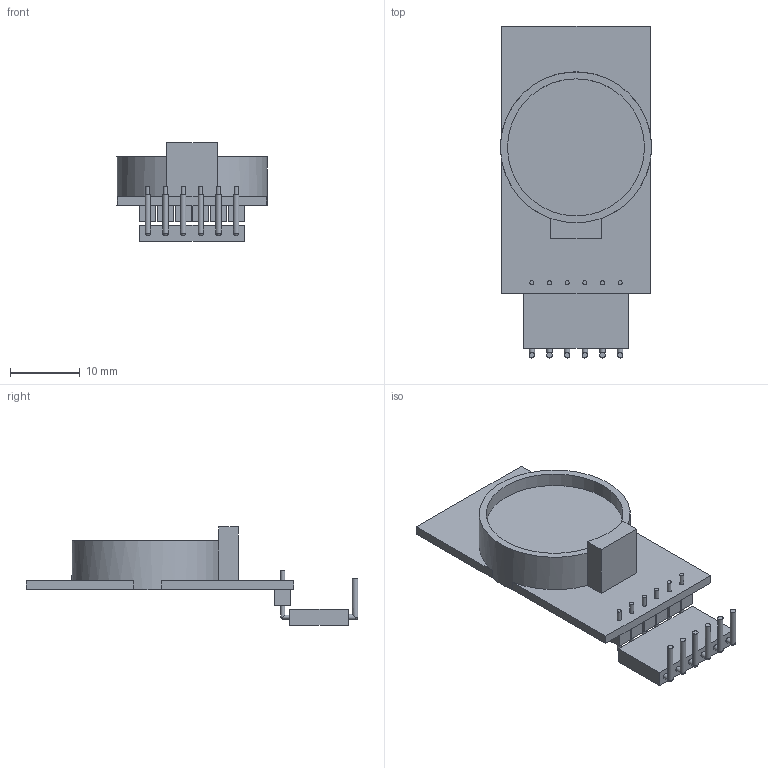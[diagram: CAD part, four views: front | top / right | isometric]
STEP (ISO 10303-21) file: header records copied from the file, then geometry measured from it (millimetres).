
FILE_DESCRIPTION(/* description */ ('STEP AP242','CAx-IF Rec.Pracs.---Representation and Presentation of Product Manufacturing Information (PMI)---4.0---2014-10-13','CAx-IF Rec.Pracs.---3D Tessellated Geometry---0.4---2014-09-14','2;1'),/* implementation_level */ '2;1');
FILE_NAME(/* name */ '6641214cf1c6a5215e739d71',/* time_stamp */ '2024-05-12T20:06:37Z',/* author */ (''),/* organization */ (''),/* preprocessor_version */ 'ST-DEVELOPER v20',/* originating_system */ ' ',/* authorisation */ ' ');
FILE_SCHEMA (('AP242_MANAGED_MODEL_BASED_3D_ENGINEERING_MIM_LF { 1 0 10303 442 1 1 4 }'));
Length unit declared in the file: metre
Products named in the file (3): RTC & 90deg Header Assembly; Part 1
Assembly tree (2 placements, depth 2):
  RTC & 90deg Header Assembly
    Part 1
    Part 1
Bounding box: 21.68 x 47.7 x 14.11 mm (x, y, z)
Volume: 3070.8 mm3; surface area: 3200.3 mm2
Topology: 2 solids, 2 shells, 126 faces, 283 edges, 168 vertices
Faces by surface type: plane 75, cylinder 39, sphere 12
Full cylindrical faces by diameter (mm): 0.6 x18, 0.8 x18, 19.7 x1
Entity records: 3985 total; most frequent: DIRECTION 562, CARTESIAN_POINT 495, ORIENTED_EDGE 420, AXIS2_PLACEMENT_3D 223, EDGE_CURVE 210, EDGE_LOOP 194, FACE_BOUND 194, VERTEX_POINT 156
